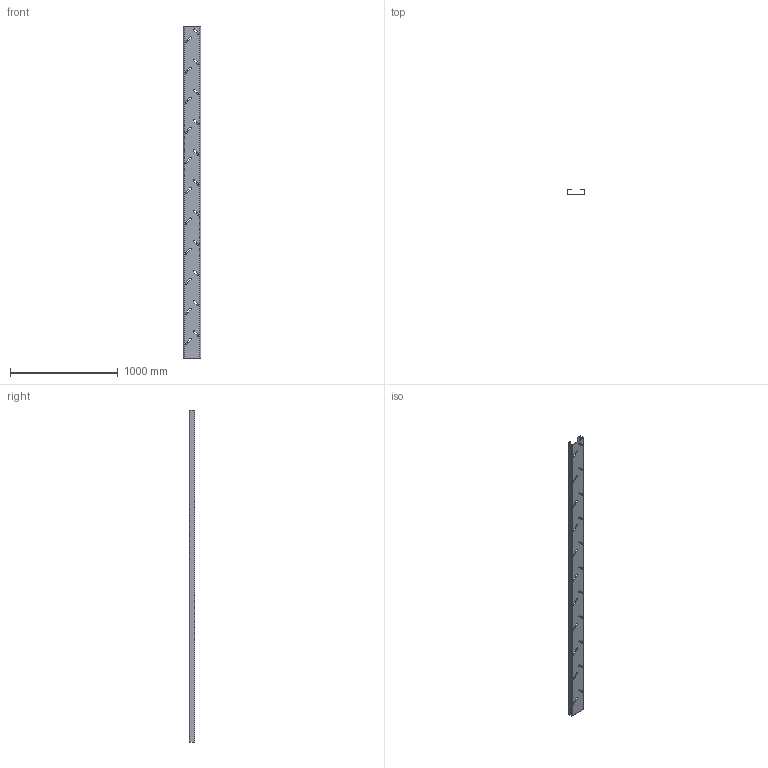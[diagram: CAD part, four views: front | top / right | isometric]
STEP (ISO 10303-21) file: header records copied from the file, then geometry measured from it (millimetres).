
FILE_DESCRIPTION (( 'STEP AP203' ), '1' );
FILE_NAME ('30010_PcP_Trappevange_V_50x160x3080mm galv.STEP', '2014-11-12T07:58:36', ( '' ), ( '' ), 'SwSTEP 2.0', 'SolidWorks 2013', '' );
FILE_SCHEMA (( 'CONFIG_CONTROL_DESIGN' ));
Length unit declared in the file: millimetre
Products named in the file (1): 30010_PcP_Trappevange_V_50x160x3080mm galv
Bounding box: 160 x 50 x 3080 mm (x, y, z)
Volume: 2820738.9 mm3; surface area: 1911006.7 mm2
Topology: 1 solids, 1 shells, 148 faces, 406 edges, 260 vertices
Faces by surface type: cylinder 74, plane 74
Entity records: 4867 total; most frequent: DIRECTION 852, CARTESIAN_POINT 815, ORIENTED_EDGE 812, EDGE_CURVE 406, AXIS2_PLACEMENT_3D 297, VERTEX_POINT 260, LINE 258, VECTOR 258
